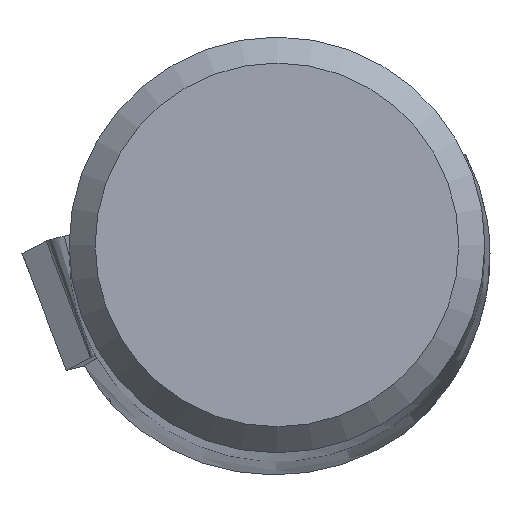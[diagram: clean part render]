
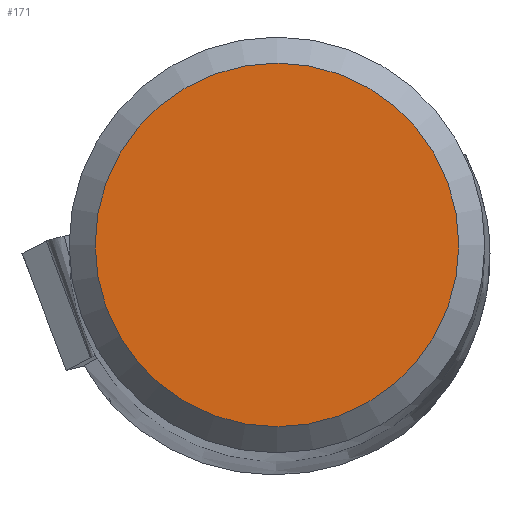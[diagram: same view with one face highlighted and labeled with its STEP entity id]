
A CAD part, top view. The second image highlights one B-rep face of the part: STEP entity #171.
In plain terms, the highlighted planar face has unit normal (0, 0, 1).
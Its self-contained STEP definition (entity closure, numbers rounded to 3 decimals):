
#138=FACE_OUTER_BOUND('',#323,.T.);
#171=ADVANCED_FACE('',(#138),#195,.T.);
#195=PLANE('',#792);
#323=EDGE_LOOP('',(#429));
#429=ORIENTED_EDGE('',*,*,#612,.T.);
#544=VERTEX_POINT('',#1268);
#612=EDGE_CURVE('',#544,#544,#659,.T.);
#659=CIRCLE('',#790,3.494);
#790=AXIS2_PLACEMENT_3D('',#1267,#935,#936);
#792=AXIS2_PLACEMENT_3D('',#1270,#939,#940);
#935=DIRECTION('',(0.,0.,1.));
#936=DIRECTION('',(1.,0.,0.));
#939=DIRECTION('',(0.,0.,1.));
#940=DIRECTION('',(1.,0.,0.));
#1267=CARTESIAN_POINT('',(0.,0.,0.));
#1268=CARTESIAN_POINT('',(3.494,0.,0.));
#1270=CARTESIAN_POINT('',(0.,0.,
0.));
